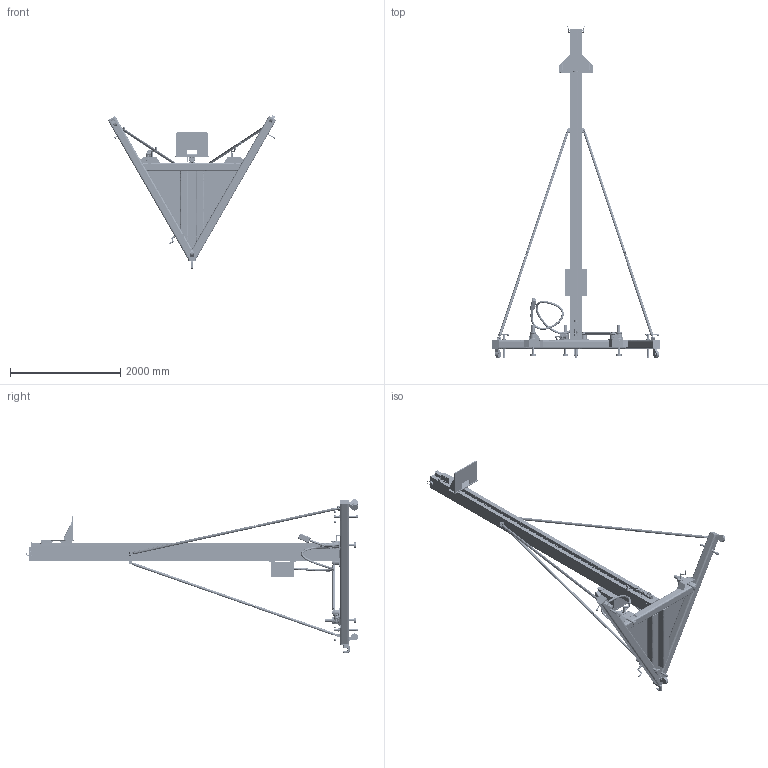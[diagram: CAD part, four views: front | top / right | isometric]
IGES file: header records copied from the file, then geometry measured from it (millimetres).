
Start section: SolidWorks IGES file using analytic representation for surfaces
Global section: file name: MVTB -17FT SHELF.IGS; native system: SolidWorks 2016; preprocessor: SolidWorks 2016; author: igipson; date: 160405.104808; units: inch
Bounding box: 3048.25 x 6008.85 x 2782.49 mm (x, y, z)
Surface area: 20151459.7 mm2 (no closed solid volume)
Topology: 0 solids, 0 shells, 7233 faces, 99769 edges, 117070 vertices
Faces by surface type: bspline 3882, revolution 3351
